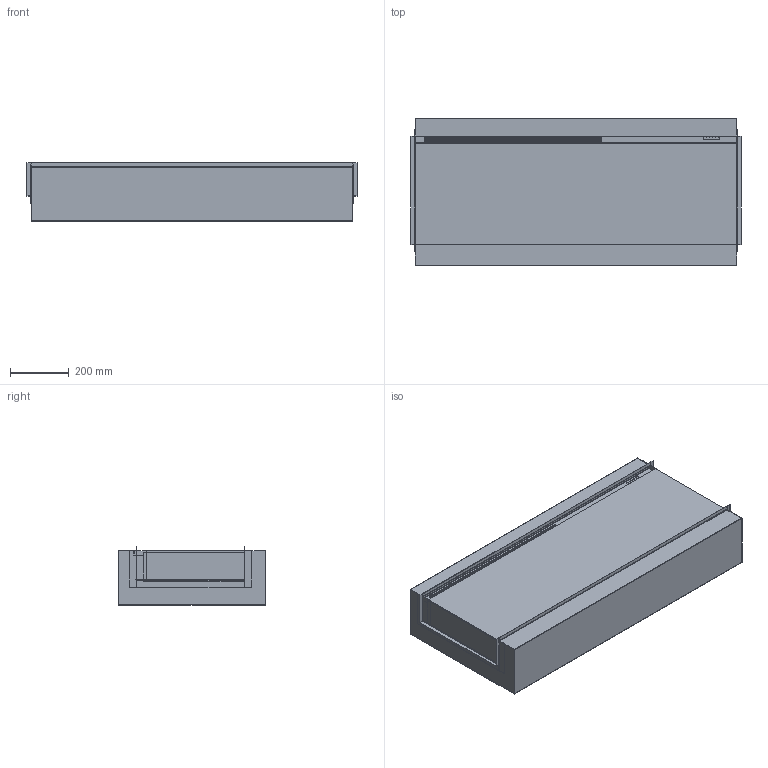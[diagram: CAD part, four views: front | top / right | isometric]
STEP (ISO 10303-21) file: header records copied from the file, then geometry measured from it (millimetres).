
FILE_DESCRIPTION (( 'STEP AP214' ), '1' );
FILE_NAME ('i1100e.STEP', '2025-12-08T13:49:35', ( '' ), ( '' ), 'SwSTEP 2.0', 'SolidWorks 2024', '' );
FILE_SCHEMA (( 'AUTOMOTIVE_DESIGN' ));
Length unit declared in the file: millimetre
Products named in the file (1): i1100e
Bounding box: 1130 x 505 x 200 mm (x, y, z)
Volume: 3603669.9 mm3; surface area: 3674100.3 mm2
Topology: 18 solids, 18 shells, 7583 faces, 22521 edges, 14974 vertices
Faces by surface type: plane 7541, cylinder 42
Entity records: 255911 total; most frequent: CARTESIAN_POINT 45079, ORIENTED_EDGE 45042, DIRECTION 37773, EDGE_CURVE 22521, LINE 22437, VECTOR 22437, VERTEX_POINT 14974, EDGE_LOOP 11241
